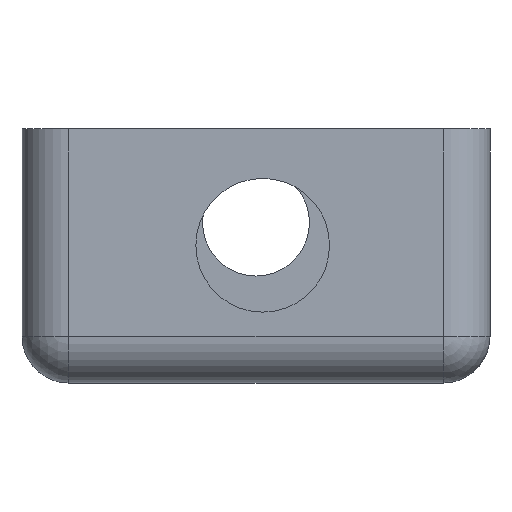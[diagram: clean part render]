
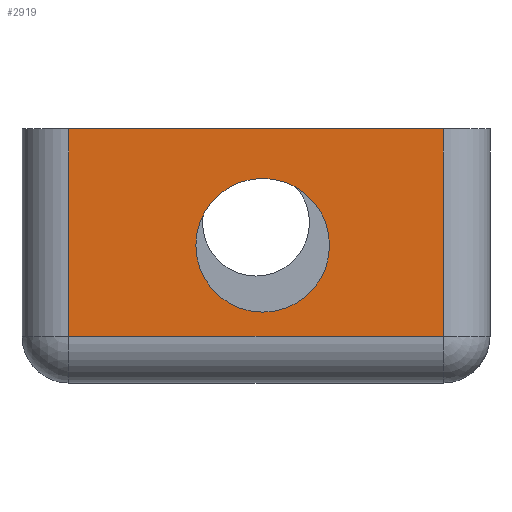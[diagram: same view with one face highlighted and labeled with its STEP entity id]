
A CAD part, left-side view. The second image highlights one B-rep face of the part: STEP entity #2919.
In plain terms, the highlighted planar face has unit normal (-1, 0, 0).
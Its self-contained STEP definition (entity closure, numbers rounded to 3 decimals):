
#128 = ORIENTED_EDGE ( 'NONE', *, *, #9061, .T. ) ;
#316 = VERTEX_POINT ( 'NONE', #8664 ) ;
#329 = CARTESIAN_POINT ( 'NONE',  ( -37., -14., 19. ) ) ;
#417 = CARTESIAN_POINT ( 'NONE',  ( -37., 17.5, 3.5 ) ) ;
#589 = CARTESIAN_POINT ( 'NONE',  ( -37., -0.5, 10.3 ) ) ;
#899 = CIRCLE ( 'NONE', #2688, 5. ) ;
#1145 = VERTEX_POINT ( 'NONE', #7052 ) ;
#1329 = ORIENTED_EDGE ( 'NONE', *, *, #3736, .F. ) ;
#1742 = PLANE ( 'NONE',  #2304 ) ;
#1902 = CARTESIAN_POINT ( 'NONE',  ( -37., 17.5, 19. ) ) ;
#2076 = CARTESIAN_POINT ( 'NONE',  ( -37., -14., 19. ) ) ;
#2134 = CIRCLE ( 'NONE', #3934, 5. ) ;
#2304 = AXIS2_PLACEMENT_3D ( 'NONE', #8324, #5532, #5343 ) ;
#2367 = VECTOR ( 'NONE', #8851, 1000. ) ;
#2388 = CARTESIAN_POINT ( 'NONE',  ( -37., -14., 3.5 ) ) ;
#2688 = AXIS2_PLACEMENT_3D ( 'NONE', #589, #11914, #4500 ) ;
#2919 = ADVANCED_FACE ( 'NONE', ( #10252, #10189 ), #1742, .F. ) ;
#3145 = CARTESIAN_POINT ( 'NONE',  ( -37., 14., 3.5 ) ) ;
#3404 = DIRECTION ( 'NONE',  ( 0., -1., 0. ) ) ;
#3464 = LINE ( 'NONE', #417, #10644 ) ;
#3736 = EDGE_CURVE ( 'NONE', #1145, #316, #2134, .T. ) ;
#3934 = AXIS2_PLACEMENT_3D ( 'NONE', #8976, #9417, #7402 ) ;
#4388 = DIRECTION ( 'NONE',  ( 0., 0., -1. ) ) ;
#4479 = VERTEX_POINT ( 'NONE', #2076 ) ;
#4500 = DIRECTION ( 'NONE',  ( 0., 0., 1. ) ) ;
#4538 = VECTOR ( 'NONE', #4766, 1000. ) ;
#4590 = VERTEX_POINT ( 'NONE', #2388 ) ;
#4766 = DIRECTION ( 'NONE',  ( 0., -1., 0. ) ) ;
#5343 = DIRECTION ( 'NONE',  ( 0., 1., 0. ) ) ;
#5532 = DIRECTION ( 'NONE',  ( 1., 0., 0. ) ) ;
#5631 = EDGE_CURVE ( 'NONE', #10179, #4479, #10409, .T. ) ;
#5733 = EDGE_CURVE ( 'NONE', #4590, #4479, #9848, .T. ) ;
#6103 = EDGE_LOOP ( 'NONE', ( #1329, #12000 ) ) ;
#6465 = VECTOR ( 'NONE', #4388, 1000. ) ;
#7052 = CARTESIAN_POINT ( 'NONE',  ( -37., -0.5, 15.3 ) ) ;
#7402 = DIRECTION ( 'NONE',  ( 0., 0., 1. ) ) ;
#7646 = VERTEX_POINT ( 'NONE', #3145 ) ;
#7909 = ORIENTED_EDGE ( 'NONE', *, *, #5733, .T. ) ;
#8181 = CARTESIAN_POINT ( 'NONE',  ( -37., 14., 19. ) ) ;
#8324 = CARTESIAN_POINT ( 'NONE',  ( -37., 17.5, 19. ) ) ;
#8664 = CARTESIAN_POINT ( 'NONE',  ( -37., -0.5, 5.3 ) ) ;
#8851 = DIRECTION ( 'NONE',  ( 0., 0., 1. ) ) ;
#8935 = EDGE_LOOP ( 'NONE', ( #11097, #7909, #10002, #128 ) ) ;
#8976 = CARTESIAN_POINT ( 'NONE',  ( -37., -0.5, 10.3 ) ) ;
#9061 = EDGE_CURVE ( 'NONE', #10179, #7646, #10962, .T. ) ;
#9417 = DIRECTION ( 'NONE',  ( -1., 0., 0. ) ) ;
#9848 = LINE ( 'NONE', #329, #2367 ) ;
#10002 = ORIENTED_EDGE ( 'NONE', *, *, #5631, .F. ) ;
#10179 = VERTEX_POINT ( 'NONE', #8181 ) ;
#10189 = FACE_OUTER_BOUND ( 'NONE', #8935, .T. ) ;
#10223 = EDGE_CURVE ( 'NONE', #7646, #4590, #3464, .T. ) ;
#10252 = FACE_BOUND ( 'NONE', #6103, .T. ) ;
#10409 = LINE ( 'NONE', #1902, #4538 ) ;
#10644 = VECTOR ( 'NONE', #3404, 1000. ) ;
#10962 = LINE ( 'NONE', #11151, #6465 ) ;
#11097 = ORIENTED_EDGE ( 'NONE', *, *, #10223, .T. ) ;
#11151 = CARTESIAN_POINT ( 'NONE',  ( -37., 14., 19. ) ) ;
#11914 = DIRECTION ( 'NONE',  ( -1., 0., 0. ) ) ;
#12000 = ORIENTED_EDGE ( 'NONE', *, *, #12256, .F. ) ;
#12256 = EDGE_CURVE ( 'NONE', #316, #1145, #899, .T. ) ;
